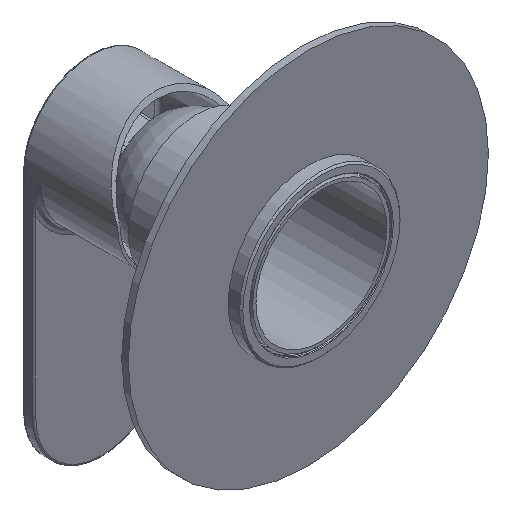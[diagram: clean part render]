
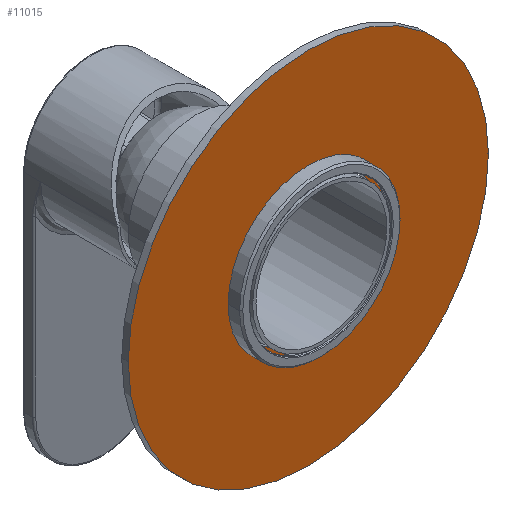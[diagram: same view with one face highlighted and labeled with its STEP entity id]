
A CAD part, isometric view. The second image highlights one B-rep face of the part: STEP entity #11015.
In plain terms, the highlighted face is planar.
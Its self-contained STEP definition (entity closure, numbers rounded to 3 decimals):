
#10926=CARTESIAN_POINT('',(0.,0.,0.));
#10927=DIRECTION('',(0.,0.,-1.));
#10928=DIRECTION('',(1.,0.,0.));
#10929=AXIS2_PLACEMENT_3D('',#10926,#10927,#10928);
#10931=CARTESIAN_POINT('',(0.,0.,0.));
#10932=DIRECTION('',(0.,0.,-1.));
#10933=DIRECTION('',(-1.,0.,0.));
#10934=AXIS2_PLACEMENT_3D('',#10931,#10932,#10933);
#10936=CARTESIAN_POINT('',(0.,0.,0.));
#10937=DIRECTION('',(0.,0.,1.));
#10938=DIRECTION('',(1.,0.,0.));
#10939=AXIS2_PLACEMENT_3D('',#10936,#10937,#10938);
#10941=CARTESIAN_POINT('',(0.,0.,0.));
#10942=DIRECTION('',(0.,0.,1.));
#10943=DIRECTION('',(-1.,0.,0.));
#10944=AXIS2_PLACEMENT_3D('',#10941,#10942,#10943);
#10982=CARTESIAN_POINT('',(21.5,0.,0.));
#10983=CARTESIAN_POINT('',(-21.5,0.,0.));
#10984=VERTEX_POINT('',#10982);
#10985=VERTEX_POINT('',#10983);
#10990=CARTESIAN_POINT('',(55.,0.,0.));
#10991=CARTESIAN_POINT('',(-55.,0.,0.));
#10992=VERTEX_POINT('',#10990);
#10993=VERTEX_POINT('',#10991);
#10998=CARTESIAN_POINT('',(0.,0.,0.));
#10999=DIRECTION('',(0.,0.,1.));
#11000=DIRECTION('',(1.,0.,0.));
#11001=AXIS2_PLACEMENT_3D('',#10998,#10999,#11000);
#11002=PLANE('',#11001);
#11004=ORIENTED_EDGE('',*,*,#11003,.T.);
#11006=ORIENTED_EDGE('',*,*,#11005,.T.);
#11007=EDGE_LOOP('',(#11004,#11006));
#11008=FACE_OUTER_BOUND('',#11007,.F.);
#11010=ORIENTED_EDGE('',*,*,#11009,.T.);
#11012=ORIENTED_EDGE('',*,*,#11011,.T.);
#11013=EDGE_LOOP('',(#11010,#11012));
#11014=FACE_BOUND('',#11013,.F.);
#11015=ADVANCED_FACE('',(#11008,#11014),#11002,.F.);
#10930=CIRCLE('',#10929,21.5);
#10935=CIRCLE('',#10934,21.5);
#10940=CIRCLE('',#10939,55.);
#10945=CIRCLE('',#10944,55.);
#11003=EDGE_CURVE('',#10992,#10993,#10940,.T.);
#11005=EDGE_CURVE('',#10993,#10992,#10945,.T.);
#11009=EDGE_CURVE('',#10984,#10985,#10930,.T.);
#11011=EDGE_CURVE('',#10985,#10984,#10935,.T.);
